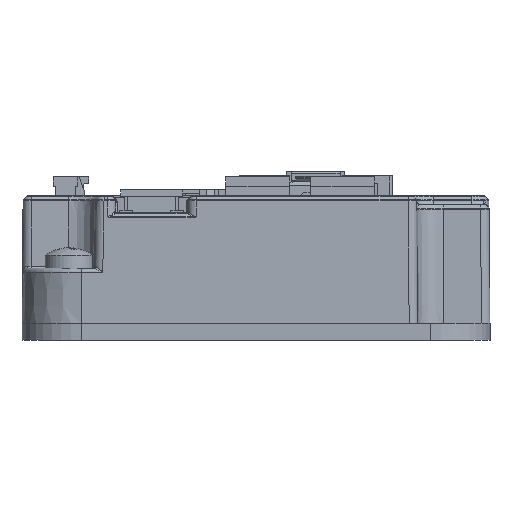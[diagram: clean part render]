
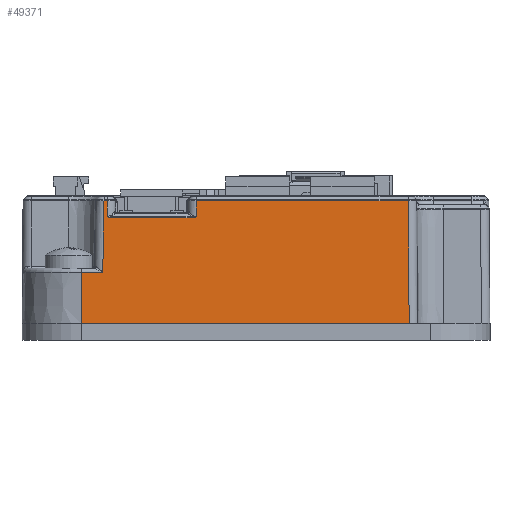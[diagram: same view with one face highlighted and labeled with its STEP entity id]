
A CAD part, left-side view. The second image highlights one B-rep face of the part: STEP entity #49371.
In plain terms, the highlighted planar face has unit normal (-1, 0, 0.009).
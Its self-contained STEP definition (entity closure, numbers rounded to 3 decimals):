
#406 = CARTESIAN_POINT ( 'NONE',  ( -50.976, 58.508, 67.915 ) ) ;
#571 = DIRECTION ( 'NONE',  ( 0.009, 0.009, 1. ) ) ;
#870 = VERTEX_POINT ( 'NONE', #28714 ) ;
#2204 = AXIS2_PLACEMENT_3D ( 'NONE', #77187, #22726, #86307 ) ;
#3188 = VERTEX_POINT ( 'NONE', #16285 ) ;
#3280 = DIRECTION ( 'NONE',  ( 0., 1., 0. ) ) ;
#3574 = CARTESIAN_POINT ( 'NONE',  ( -50.976, 22.772, 67.915 ) ) ;
#3610 = DIRECTION ( 'NONE',  ( 0.009, 0., 1. ) ) ;
#4764 = VERTEX_POINT ( 'NONE', #85413 ) ;
#6152 = ORIENTED_EDGE ( 'NONE', *, *, #105408, .T. ) ;
#6330 = CARTESIAN_POINT ( 'NONE',  ( -50.993, 48.163, 65.91 ) ) ;
#6442 = FACE_OUTER_BOUND ( 'NONE', #38817, .T. ) ;
#7609 = CARTESIAN_POINT ( 'NONE',  ( -50.992, 47.646, 66.076 ) ) ;
#7888 = ORIENTED_EDGE ( 'NONE', *, *, #74877, .T. ) ;
#8433 = VERTEX_POINT ( 'NONE', #17177 ) ;
#8970 = CARTESIAN_POINT ( 'NONE',  ( -50.993, 57.812, 65.924 ) ) ;
#9156 = CARTESIAN_POINT ( 'NONE',  ( -50.976, 58.507, 67.915 ) ) ;
#10608 = DIRECTION ( 'NONE',  ( 0., 1., 0. ) ) ;
#10963 = DIRECTION ( 'NONE',  ( -0.009, 0., -1. ) ) ;
#12741 = CARTESIAN_POINT ( 'NONE',  ( -50.976, 22.773, 67.915 ) ) ;
#12844 = CARTESIAN_POINT ( 'NONE',  ( -50.993, 57.629, 65.91 ) ) ;
#13338 = ORIENTED_EDGE ( 'NONE', *, *, #26368, .T. ) ;
#13521 = LINE ( 'NONE', #56071, #107451 ) ;
#16285 = CARTESIAN_POINT ( 'NONE',  ( -51.102, 22.646, 53.493 ) ) ;
#17177 = CARTESIAN_POINT ( 'NONE',  ( -50.976, 22.773, 67.915 ) ) ;
#17582 = VERTEX_POINT ( 'NONE', #98370 ) ;
#18217 = CARTESIAN_POINT ( 'NONE',  ( -50.992, 58.072, 66.023 ) ) ;
#20570 = CARTESIAN_POINT ( 'NONE',  ( -51.102, 61.146, 53.493 ) ) ;
#21242 = CARTESIAN_POINT ( 'NONE',  ( -50.976, 47.646, 67.915 ) ) ;
#21774 = EDGE_CURVE ( 'NONE', #17582, #870, #76808, .T. ) ;
#21998 = VERTEX_POINT ( 'NONE', #27263 ) ;
#22726 = DIRECTION ( 'NONE',  ( -1., 0., 0.009 ) ) ;
#23345 = CARTESIAN_POINT ( 'NONE',  ( -51.049, 40.646, 59.497 ) ) ;
#24137 = VECTOR ( 'NONE', #3610, 1000. ) ;
#24786 = B_SPLINE_CURVE_WITH_KNOTS ( 'NONE', 3,
 ( #108543, #117715, #8970, #72709, #18217, #81835 ),
 .UNSPECIFIED., .F., .F.,
 ( 4, 2, 4 ),
 ( 0., 0., 0.001 ),
 .UNSPECIFIED. ) ;
#25681 = VECTOR ( 'NONE', #117039, 1000. ) ;
#26368 = EDGE_CURVE ( 'NONE', #76912, #17582, #94457, .T. ) ;
#27263 = CARTESIAN_POINT ( 'NONE',  ( -50.992, 58.146, 66.076 ) ) ;
#27900 = CARTESIAN_POINT ( 'NONE',  ( -51.099, 58.754, 53.809 ) ) ;
#28499 = LINE ( 'NONE', #80393, #25681 ) ;
#28714 = CARTESIAN_POINT ( 'NONE',  ( -51.049, 61.146, 59.497 ) ) ;
#29328 = DIRECTION ( 'NONE',  ( 0., -1., 0. ) ) ;
#29591 = VERTEX_POINT ( 'NONE', #12844 ) ;
#29938 = LINE ( 'NONE', #64365, #62722 ) ;
#30940 = B_SPLINE_CURVE_WITH_KNOTS ( 'NONE', 3,
 ( #39803, #103442, #112637, #58164, #3574, #67291, #12741 ),
 .UNSPECIFIED., .F., .F.,
 ( 4, 3, 4 ),
 ( 0., 0., 0. ),
 .UNSPECIFIED. ) ;
#31485 = PLANE ( 'NONE',  #2204 ) ;
#32458 = ORIENTED_EDGE ( 'NONE', *, *, #45466, .T. ) ;
#32676 = CARTESIAN_POINT ( 'NONE',  ( -50.976, 47.646, 67.915 ) ) ;
#34114 = VECTOR ( 'NONE', #10963, 1000. ) ;
#35087 = CARTESIAN_POINT ( 'NONE',  ( -50.993, 47.805, 65.98 ) ) ;
#37598 = ORIENTED_EDGE ( 'NONE', *, *, #53041, .T. ) ;
#38817 = EDGE_LOOP ( 'NONE', ( #37598, #75847, #6152, #67849, #7888, #87507, #62149, #13338, #114672, #85497, #43688, #87376, #116339, #32458 ) ) ;
#39803 = CARTESIAN_POINT ( 'NONE',  ( -50.976, 22.772, 67.915 ) ) ;
#43688 = ORIENTED_EDGE ( 'NONE', *, *, #82864, .T. ) ;
#44086 = LINE ( 'NONE', #105349, #113825 ) ;
#44297 = CARTESIAN_POINT ( 'NONE',  ( -50.993, 48.071, 65.91 ) ) ;
#45466 = EDGE_CURVE ( 'NONE', #8433, #70411, #81726, .T. ) ;
#45883 = CARTESIAN_POINT ( 'NONE',  ( -50.976, 58.507, 67.915 ) ) ;
#46419 = EDGE_CURVE ( 'NONE', #3188, #69744, #29938, .T. ) ;
#48447 = CARTESIAN_POINT ( 'NONE',  ( -50.976, 22.772, 67.915 ) ) ;
#49371 = ADVANCED_FACE ( 'NONE', ( #6442 ), #31485, .T. ) ;
#50714 = VERTEX_POINT ( 'NONE', #6330 ) ;
#50864 = DIRECTION ( 'NONE',  ( 0., 1., 0. ) ) ;
#52711 = VECTOR ( 'NONE', #50864, 1000. ) ;
#53041 = EDGE_CURVE ( 'NONE', #70411, #111565, #44086, .T. ) ;
#55038 = CARTESIAN_POINT ( 'NONE',  ( -50.976, 58.508, 67.915 ) ) ;
#56071 = CARTESIAN_POINT ( 'NONE',  ( -50.976, 58.506, 67.915 ) ) ;
#58164 = CARTESIAN_POINT ( 'NONE',  ( -50.976, 22.772, 67.915 ) ) ;
#62149 = ORIENTED_EDGE ( 'NONE', *, *, #68504, .T. ) ;
#62210 = CARTESIAN_POINT ( 'NONE',  ( -50.992, 47.722, 66.022 ) ) ;
#62722 = VECTOR ( 'NONE', #571, 1000. ) ;
#64199 = CARTESIAN_POINT ( 'NONE',  ( -50.976, 58.508, 67.915 ) ) ;
#64365 = CARTESIAN_POINT ( 'NONE',  ( -51.1, 22.648, 53.65 ) ) ;
#66061 = EDGE_CURVE ( 'NONE', #69744, #8433, #30940, .T. ) ;
#67291 = CARTESIAN_POINT ( 'NONE',  ( -50.976, 22.773, 67.915 ) ) ;
#67849 = ORIENTED_EDGE ( 'NONE', *, *, #77869, .T. ) ;
#68504 = EDGE_CURVE ( 'NONE', #71426, #76912, #72544, .T. ) ;
#69744 = VERTEX_POINT ( 'NONE', #48447 ) ;
#70411 = VERTEX_POINT ( 'NONE', #32676 ) ;
#71426 = VERTEX_POINT ( 'NONE', #111515 ) ;
#71627 = DIRECTION ( 'NONE',  ( -0.009, 0.017, -1. ) ) ;
#71809 = LINE ( 'NONE', #74613, #93117 ) ;
#72468 = LINE ( 'NONE', #112667, #24137 ) ;
#72544 = B_SPLINE_CURVE_WITH_KNOTS ( 'NONE', 3,
 ( #72886, #9156, #45883, #109494, #55038, #406, #64199 ),
 .UNSPECIFIED., .F., .F.,
 ( 4, 3, 4 ),
 ( 0., 0., 0. ),
 .UNSPECIFIED. ) ;
#72709 = CARTESIAN_POINT ( 'NONE',  ( -50.993, 57.987, 65.98 ) ) ;
#72886 = CARTESIAN_POINT ( 'NONE',  ( -50.976, 58.506, 67.915 ) ) ;
#74613 = CARTESIAN_POINT ( 'NONE',  ( -51.102, 40.646, 53.493 ) ) ;
#74877 = EDGE_CURVE ( 'NONE', #21998, #114770, #72468, .T. ) ;
#75847 = ORIENTED_EDGE ( 'NONE', *, *, #94244, .T. ) ;
#76430 = EDGE_CURVE ( 'NONE', #870, #4764, #103869, .T. ) ;
#76808 = LINE ( 'NONE', #23345, #52711 ) ;
#76912 = VERTEX_POINT ( 'NONE', #111972 ) ;
#77187 = CARTESIAN_POINT ( 'NONE',  ( -51.102, 40.646, 53.493 ) ) ;
#77869 = EDGE_CURVE ( 'NONE', #29591, #21998, #24786, .T. ) ;
#80393 = CARTESIAN_POINT ( 'NONE',  ( -50.993, 58.146, 65.91 ) ) ;
#81726 = LINE ( 'NONE', #21242, #105949 ) ;
#81835 = CARTESIAN_POINT ( 'NONE',  ( -50.992, 58.146, 66.076 ) ) ;
#82214 = CARTESIAN_POINT ( 'NONE',  ( -50.992, 47.646, 66.076 ) ) ;
#82864 = EDGE_CURVE ( 'NONE', #4764, #3188, #71809, .T. ) ;
#85413 = CARTESIAN_POINT ( 'NONE',  ( -51.102, 61.146, 53.493 ) ) ;
#85497 = ORIENTED_EDGE ( 'NONE', *, *, #76430, .T. ) ;
#86307 = DIRECTION ( 'NONE',  ( -0.009, 0., -1. ) ) ;
#86321 = CARTESIAN_POINT ( 'NONE',  ( -50.976, 58.146, 67.915 ) ) ;
#87376 = ORIENTED_EDGE ( 'NONE', *, *, #46419, .T. ) ;
#87507 = ORIENTED_EDGE ( 'NONE', *, *, #115159, .T. ) ;
#91582 = VECTOR ( 'NONE', #71627, 1000. ) ;
#93117 = VECTOR ( 'NONE', #29328, 1000. ) ;
#94244 = EDGE_CURVE ( 'NONE', #111565, #50714, #106475, .T. ) ;
#94457 = LINE ( 'NONE', #27900, #91582 ) ;
#98370 = CARTESIAN_POINT ( 'NONE',  ( -51.049, 58.655, 59.497 ) ) ;
#98751 = CARTESIAN_POINT ( 'NONE',  ( -50.993, 47.981, 65.924 ) ) ;
#103442 = CARTESIAN_POINT ( 'NONE',  ( -50.976, 22.772, 67.915 ) ) ;
#103869 = LINE ( 'NONE', #20570, #34114 ) ;
#105349 = CARTESIAN_POINT ( 'NONE',  ( -51.102, 47.646, 53.493 ) ) ;
#105408 = EDGE_CURVE ( 'NONE', #50714, #29591, #28499, .T. ) ;
#105949 = VECTOR ( 'NONE', #3280, 1000. ) ;
#106475 = B_SPLINE_CURVE_WITH_KNOTS ( 'NONE', 3,
 ( #7609, #62210, #35087, #98751, #44297, #107907 ),
 .UNSPECIFIED., .F., .F.,
 ( 4, 2, 4 ),
 ( 0., 0., 0.001 ),
 .UNSPECIFIED. ) ;
#107451 = VECTOR ( 'NONE', #10608, 1000. ) ;
#107907 = CARTESIAN_POINT ( 'NONE',  ( -50.993, 48.163, 65.91 ) ) ;
#108543 = CARTESIAN_POINT ( 'NONE',  ( -50.993, 57.629, 65.91 ) ) ;
#109494 = CARTESIAN_POINT ( 'NONE',  ( -50.976, 58.508, 67.915 ) ) ;
#111515 = CARTESIAN_POINT ( 'NONE',  ( -50.976, 58.506, 67.915 ) ) ;
#111565 = VERTEX_POINT ( 'NONE', #82214 ) ;
#111972 = CARTESIAN_POINT ( 'NONE',  ( -50.976, 58.508, 67.915 ) ) ;
#112637 = CARTESIAN_POINT ( 'NONE',  ( -50.976, 22.772, 67.915 ) ) ;
#112667 = CARTESIAN_POINT ( 'NONE',  ( -51.102, 58.146, 53.493 ) ) ;
#113825 = VECTOR ( 'NONE', #114526, 1000. ) ;
#114526 = DIRECTION ( 'NONE',  ( -0.009, 0., -1. ) ) ;
#114672 = ORIENTED_EDGE ( 'NONE', *, *, #21774, .T. ) ;
#114770 = VERTEX_POINT ( 'NONE', #86321 ) ;
#115159 = EDGE_CURVE ( 'NONE', #114770, #71426, #13521, .T. ) ;
#116339 = ORIENTED_EDGE ( 'NONE', *, *, #66061, .T. ) ;
#117039 = DIRECTION ( 'NONE',  ( 0., 1., 0. ) ) ;
#117715 = CARTESIAN_POINT ( 'NONE',  ( -50.993, 57.722, 65.91 ) ) ;
